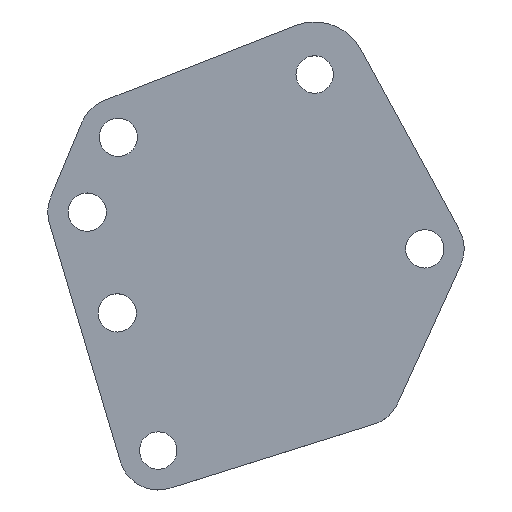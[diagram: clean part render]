
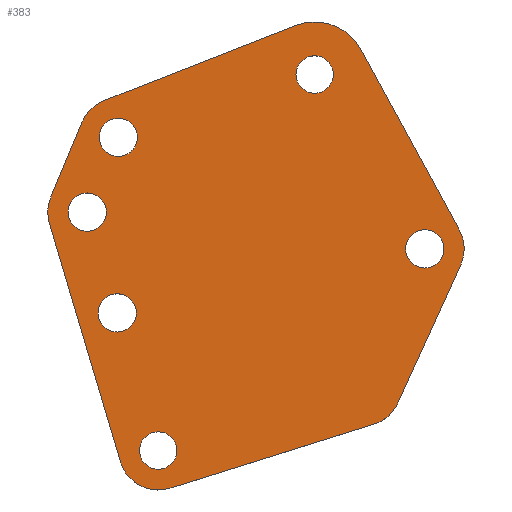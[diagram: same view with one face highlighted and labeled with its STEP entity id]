
A CAD part, top view. The second image highlights one B-rep face of the part: STEP entity #383.
In plain terms, the highlighted planar face has unit normal (0, 0, 1).
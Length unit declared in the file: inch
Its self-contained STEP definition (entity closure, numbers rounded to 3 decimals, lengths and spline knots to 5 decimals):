
#15=FACE_BOUND('',#58,.T.);
#16=FACE_BOUND('',#59,.T.);
#17=FACE_BOUND('',#60,.T.);
#18=FACE_BOUND('',#61,.T.);
#19=FACE_BOUND('',#62,.T.);
#20=FACE_BOUND('',#63,.T.);
#27=PLANE('',#421);
#37=FACE_OUTER_BOUND('',#57,.T.);
#57=EDGE_LOOP('',(#269,#270,#271,#272,#273,#274,#275,#276,#277,#278,#279,
#280));
#58=EDGE_LOOP('',(#281));
#59=EDGE_LOOP('',(#282));
#60=EDGE_LOOP('',(#283));
#61=EDGE_LOOP('',(#284));
#62=EDGE_LOOP('',(#285));
#63=EDGE_LOOP('',(#286));
#90=LINE('',#597,#120);
#91=LINE('',#601,#121);
#92=LINE('',#605,#122);
#93=LINE('',#609,#123);
#94=LINE('',#613,#124);
#95=LINE('',#616,#125);
#120=VECTOR('',#478,0.3937);
#121=VECTOR('',#481,0.3937);
#122=VECTOR('',#484,0.3937);
#123=VECTOR('',#487,0.3937);
#124=VECTOR('',#490,0.3937);
#125=VECTOR('',#493,0.3937);
#147=CIRCLE('',#416,0.091);
#150=CIRCLE('',#420,0.1875);
#151=CIRCLE('',#422,0.1875);
#152=CIRCLE('',#423,0.25);
#153=CIRCLE('',#424,0.1875);
#154=CIRCLE('',#425,0.1875);
#155=CIRCLE('',#426,0.1875);
#156=CIRCLE('',#427,0.089);
#157=CIRCLE('',#428,0.091);
#158=CIRCLE('',#429,0.091);
#159=CIRCLE('',#430,0.091);
#160=CIRCLE('',#431,0.089);
#171=VERTEX_POINT('',#581);
#175=VERTEX_POINT('',#590);
#176=VERTEX_POINT('',#592);
#177=VERTEX_POINT('',#596);
#178=VERTEX_POINT('',#598);
#179=VERTEX_POINT('',#600);
#180=VERTEX_POINT('',#602);
#181=VERTEX_POINT('',#604);
#182=VERTEX_POINT('',#606);
#183=VERTEX_POINT('',#608);
#184=VERTEX_POINT('',#610);
#185=VERTEX_POINT('',#612);
#186=VERTEX_POINT('',#614);
#187=VERTEX_POINT('',#617);
#188=VERTEX_POINT('',#619);
#189=VERTEX_POINT('',#621);
#190=VERTEX_POINT('',#623);
#191=VERTEX_POINT('',#625);
#207=EDGE_CURVE('',#171,#171,#147,.T.);
#212=EDGE_CURVE('',#175,#176,#150,.T.);
#214=EDGE_CURVE('',#177,#175,#90,.T.);
#215=EDGE_CURVE('',#177,#178,#151,.T.);
#216=EDGE_CURVE('',#178,#179,#91,.T.);
#217=EDGE_CURVE('',#179,#180,#152,.T.);
#218=EDGE_CURVE('',#180,#181,#92,.T.);
#219=EDGE_CURVE('',#181,#182,#153,.T.);
#220=EDGE_CURVE('',#182,#183,#93,.T.);
#221=EDGE_CURVE('',#183,#184,#154,.T.);
#222=EDGE_CURVE('',#185,#184,#94,.T.);
#223=EDGE_CURVE('',#185,#186,#155,.T.);
#224=EDGE_CURVE('',#186,#176,#95,.T.);
#225=EDGE_CURVE('',#187,#187,#156,.T.);
#226=EDGE_CURVE('',#188,#188,#157,.T.);
#227=EDGE_CURVE('',#189,#189,#158,.T.);
#228=EDGE_CURVE('',#190,#190,#159,.T.);
#229=EDGE_CURVE('',#191,#191,#160,.T.);
#269=ORIENTED_EDGE('',*,*,#212,.F.);
#270=ORIENTED_EDGE('',*,*,#214,.F.);
#271=ORIENTED_EDGE('',*,*,#215,.T.);
#272=ORIENTED_EDGE('',*,*,#216,.T.);
#273=ORIENTED_EDGE('',*,*,#217,.T.);
#274=ORIENTED_EDGE('',*,*,#218,.T.);
#275=ORIENTED_EDGE('',*,*,#219,.T.);
#276=ORIENTED_EDGE('',*,*,#220,.T.);
#277=ORIENTED_EDGE('',*,*,#221,.T.);
#278=ORIENTED_EDGE('',*,*,#222,.F.);
#279=ORIENTED_EDGE('',*,*,#223,.T.);
#280=ORIENTED_EDGE('',*,*,#224,.T.);
#281=ORIENTED_EDGE('',*,*,#207,.T.);
#282=ORIENTED_EDGE('',*,*,#225,.T.);
#283=ORIENTED_EDGE('',*,*,#226,.T.);
#284=ORIENTED_EDGE('',*,*,#227,.T.);
#285=ORIENTED_EDGE('',*,*,#228,.T.);
#286=ORIENTED_EDGE('',*,*,#229,.T.);
#383=ADVANCED_FACE('',(#37,#15,#16,#17,#18,#19,#20),#27,.T.);
#416=AXIS2_PLACEMENT_3D('',#582,#463,#464);
#420=AXIS2_PLACEMENT_3D('',#593,#473,#474);
#421=AXIS2_PLACEMENT_3D('',#595,#476,#477);
#422=AXIS2_PLACEMENT_3D('',#599,#479,#480);
#423=AXIS2_PLACEMENT_3D('',#603,#482,#483);
#424=AXIS2_PLACEMENT_3D('',#607,#485,#486);
#425=AXIS2_PLACEMENT_3D('',#611,#488,#489);
#426=AXIS2_PLACEMENT_3D('',#615,#491,#492);
#427=AXIS2_PLACEMENT_3D('',#618,#494,#495);
#428=AXIS2_PLACEMENT_3D('',#620,#496,#497);
#429=AXIS2_PLACEMENT_3D('',#622,#498,#499);
#430=AXIS2_PLACEMENT_3D('',#624,#500,#501);
#431=AXIS2_PLACEMENT_3D('',#626,#502,#503);
#463=DIRECTION('center_axis',(0.,0.,-1.));
#464=DIRECTION('ref_axis',(-1.,0.,0.));
#473=DIRECTION('center_axis',(0.,0.,-1.));
#474=DIRECTION('ref_axis',(0.662,-0.749,0.));
#476=DIRECTION('center_axis',(0.,0.,1.));
#477=DIRECTION('ref_axis',(1.,0.,0.));
#478=DIRECTION('',(-0.414,-0.91,0.));
#479=DIRECTION('center_axis',(0.,0.,1.));
#480=DIRECTION('ref_axis',(1.,0.,0.));
#481=DIRECTION('',(-0.479,0.878,0.));
#482=DIRECTION('center_axis',(0.,0.,1.));
#483=DIRECTION('ref_axis',(1.,0.,0.));
#484=DIRECTION('',(-0.931,-0.365,0.));
#485=DIRECTION('center_axis',(0.,0.,1.));
#486=DIRECTION('ref_axis',(1.,0.,0.));
#487=DIRECTION('',(-0.384,-0.923,0.));
#488=DIRECTION('center_axis',(0.,0.,1.));
#489=DIRECTION('ref_axis',(-1.,0.,0.));
#490=DIRECTION('',(-0.285,0.958,0.));
#491=DIRECTION('center_axis',(0.,0.,1.));
#492=DIRECTION('ref_axis',(-0.299,0.954,0.));
#493=DIRECTION('',(0.954,0.299,0.));
#494=DIRECTION('center_axis',(0.,0.,-1.));
#495=DIRECTION('ref_axis',(1.,0.,0.));
#496=DIRECTION('center_axis',(0.,0.,-1.));
#497=DIRECTION('ref_axis',(-1.,0.,0.));
#498=DIRECTION('center_axis',(0.,0.,-1.));
#499=DIRECTION('ref_axis',(1.,0.,0.));
#500=DIRECTION('center_axis',(0.,0.,-1.));
#501=DIRECTION('ref_axis',(1.,0.,0.));
#502=DIRECTION('center_axis',(0.,0.,-1.));
#503=DIRECTION('ref_axis',(1.,0.,0.));
#581=CARTESIAN_POINT('',(-0.84776,-1.1334,0.0625));
#582=CARTESIAN_POINT('Origin',(-0.93876,-1.1334,0.0625));
#590=CARTESIAN_POINT('',(0.39583,-1.56139,0.0625));
#592=CARTESIAN_POINT('',(0.28124,-1.66268,0.0625));
#593=CARTESIAN_POINT('Origin',(0.22516,-1.48376,0.0625));
#595=CARTESIAN_POINT('Origin',(-0.20521,-0.8625,0.0625));
#596=CARTESIAN_POINT('',(0.69372,-0.90652,0.0625));
#597=CARTESIAN_POINT('',(0.5344,-1.25678,0.0625));
#598=CARTESIAN_POINT('',(0.68768,-0.73913,0.0625));
#599=CARTESIAN_POINT('Origin',(0.52305,-0.82888,0.0625));
#600=CARTESIAN_POINT('',(0.2195,0.11966,0.0625));
#601=CARTESIAN_POINT('',(0.2195,0.11966,0.0625));
#602=CARTESIAN_POINT('',(-0.09123,0.23276,0.0625));
#603=CARTESIAN_POINT('Origin',(0.,0.,0.0625));
#604=CARTESIAN_POINT('',(-1.0019,-0.12418,0.0625));
#605=CARTESIAN_POINT('',(-1.0019,-0.12418,0.0625));
#606=CARTESIAN_POINT('',(-1.10658,-0.2267,0.0625));
#607=CARTESIAN_POINT('Origin',(-0.93347,-0.29875,0.0625));
#608=CARTESIAN_POINT('',(-1.25452,-0.58214,0.0625));
#609=CARTESIAN_POINT('',(-1.09644,-0.20235,0.0625));
#610=CARTESIAN_POINT('',(-1.26113,-0.70769,0.0625));
#611=CARTESIAN_POINT('Origin',(-1.08142,-0.65419,0.0625));
#612=CARTESIAN_POINT('',(-0.92374,-1.841,0.0625));
#613=CARTESIAN_POINT('',(-0.92374,-1.841,0.0625));
#614=CARTESIAN_POINT('',(-0.68796,-1.96642,0.0625));
#615=CARTESIAN_POINT('Origin',(-0.74403,-1.7875,0.0625));
#616=CARTESIAN_POINT('',(-0.68796,-1.96642,0.0625));
#617=CARTESIAN_POINT('',(-0.83303,-1.7875,0.0625));
#618=CARTESIAN_POINT('Origin',(-0.74403,-1.7875,0.0625));
#619=CARTESIAN_POINT('',(-0.99042,-0.65419,0.0625));
#620=CARTESIAN_POINT('Origin',(-1.08142,-0.65419,0.0625));
#621=CARTESIAN_POINT('',(0.43205,-0.82888,0.0625));
#622=CARTESIAN_POINT('Origin',(0.52305,-0.82888,0.0625));
#623=CARTESIAN_POINT('',(-1.02447,-0.29875,0.0625));
#624=CARTESIAN_POINT('Origin',(-0.93347,-0.29875,0.0625));
#625=CARTESIAN_POINT('',(-0.089,0.,0.0625));
#626=CARTESIAN_POINT('Origin',(0.,0.,0.0625));
